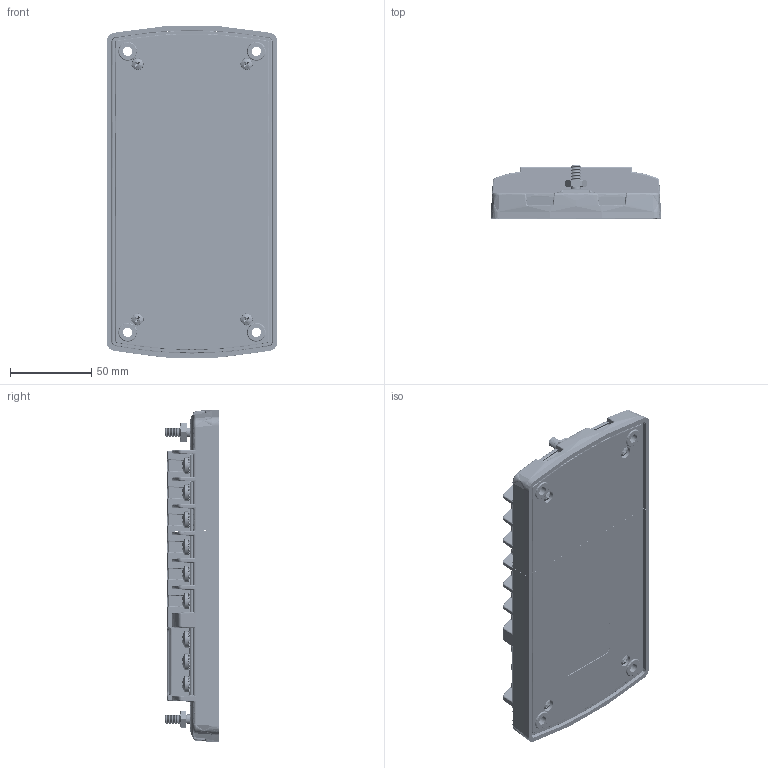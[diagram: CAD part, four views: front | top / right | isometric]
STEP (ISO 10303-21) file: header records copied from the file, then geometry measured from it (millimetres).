
FILE_DESCRIPTION(('FreeCAD Model'),'2;1');
FILE_NAME('Open CASCADE Shape Model','2025-05-03T07:20:17',('FreeCAD'),( 'FreeCAD'),'Open CASCADE STEP processor 7.6','FreeCAD','Unknown');
FILE_SCHEMA(('AUTOMOTIVE_DESIGN { 1 0 10303 214 1 1 1 1 }'));
Products named in the file (1): Open CASCADE STEP translator 7.6 1
Bounding box: 105.18 x 32.74 x 204.67 mm (x, y, z)
Volume: 210345.7 mm3; surface area: 196472 mm2
Topology: 40 solids, 44 shells, 8448 faces, 21932 edges, 13538 vertices
Faces by surface type: bspline 8448
Entity records: 291209 total; most frequent: CARTESIAN_POINT 167018, ORIENTED_EDGE 43814, EDGE_CURVE 21907, B_SPLINE_CURVE_WITH_KNOTS 14799, VERTEX_POINT 13538, FACE_BOUND 8791, EDGE_LOOP 8791, ADVANCED_FACE 8448
